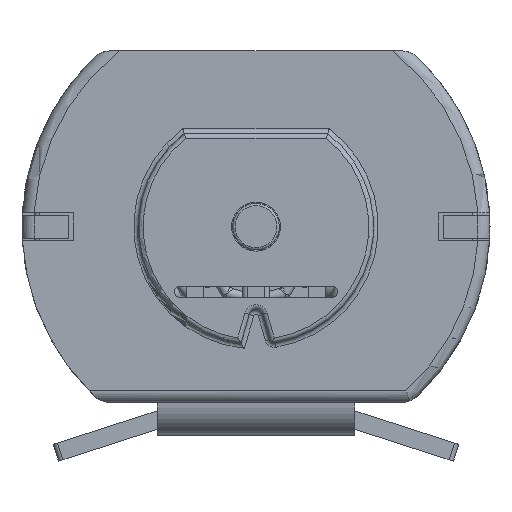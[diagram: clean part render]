
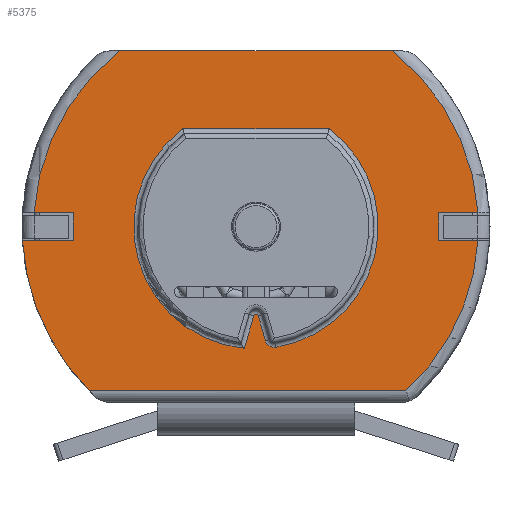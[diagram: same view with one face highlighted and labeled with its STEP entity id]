
A CAD part, front view. The second image highlights one B-rep face of the part: STEP entity #5375.
In plain terms, the highlighted planar face has unit normal (0, -1, 0).
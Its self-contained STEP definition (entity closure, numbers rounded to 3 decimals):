
#429=CIRCLE('',#6120,10.05);
#432=CIRCLE('',#6129,0.1);
#433=CIRCLE('',#6130,5.25);
#434=CIRCLE('',#6131,5.25);
#435=CIRCLE('',#6132,0.4);
#436=CIRCLE('',#6133,9.55);
#437=CIRCLE('',#6134,9.55);
#438=CIRCLE('',#6135,9.55);
#1763=ORIENTED_EDGE('',*,*,#2719,.T.);
#1764=ORIENTED_EDGE('',*,*,#2720,.T.);
#1765=ORIENTED_EDGE('',*,*,#2721,.T.);
#1766=ORIENTED_EDGE('',*,*,#2722,.T.);
#1767=ORIENTED_EDGE('',*,*,#2723,.T.);
#1768=ORIENTED_EDGE('',*,*,#2724,.F.);
#1769=ORIENTED_EDGE('',*,*,#2725,.T.);
#1770=ORIENTED_EDGE('',*,*,#2726,.T.);
#1771=ORIENTED_EDGE('',*,*,#2727,.T.);
#1772=ORIENTED_EDGE('',*,*,#2662,.F.);
#1773=ORIENTED_EDGE('',*,*,#2685,.F.);
#1774=ORIENTED_EDGE('',*,*,#2681,.F.);
#1775=ORIENTED_EDGE('',*,*,#2728,.T.);
#1776=ORIENTED_EDGE('',*,*,#2712,.F.);
#1777=ORIENTED_EDGE('',*,*,#2729,.T.);
#1778=ORIENTED_EDGE('',*,*,#2674,.F.);
#1779=ORIENTED_EDGE('',*,*,#2672,.F.);
#1780=ORIENTED_EDGE('',*,*,#2670,.F.);
#1781=ORIENTED_EDGE('',*,*,#2707,.F.);
#2662=EDGE_CURVE('',#3235,#3236,#3649,.T.);
#2670=EDGE_CURVE('',#3239,#3240,#3654,.T.);
#2672=EDGE_CURVE('',#3240,#3241,#3656,.T.);
#2674=EDGE_CURVE('',#3241,#3242,#3658,.T.);
#2681=EDGE_CURVE('',#3247,#3248,#3662,.T.);
#2685=EDGE_CURVE('',#3248,#3235,#3665,.T.);
#2707=EDGE_CURVE('',#3263,#3239,#429,.T.);
#2712=EDGE_CURVE('',#3266,#3267,#3678,.T.);
#2719=EDGE_CURVE('',#3270,#3271,#432,.F.);
#2720=EDGE_CURVE('',#3271,#3272,#3681,.T.);
#2721=EDGE_CURVE('',#3272,#3273,#433,.T.);
#2722=EDGE_CURVE('',#3273,#3274,#3682,.T.);
#2723=EDGE_CURVE('',#3274,#3275,#434,.T.);
#2724=EDGE_CURVE('',#3276,#3275,#435,.F.);
#2725=EDGE_CURVE('',#3276,#3270,#3683,.T.);
#2726=EDGE_CURVE('',#3263,#3277,#3684,.F.);
#2727=EDGE_CURVE('',#3277,#3236,#436,.F.);
#2728=EDGE_CURVE('',#3247,#3267,#437,.F.);
#2729=EDGE_CURVE('',#3266,#3242,#438,.F.);
#3235=VERTEX_POINT('',#9244);
#3236=VERTEX_POINT('',#9245);
#3239=VERTEX_POINT('',#9265);
#3240=VERTEX_POINT('',#9267);
#3241=VERTEX_POINT('',#9271);
#3242=VERTEX_POINT('',#9275);
#3247=VERTEX_POINT('',#9296);
#3248=VERTEX_POINT('',#9298);
#3263=VERTEX_POINT('',#9362);
#3266=VERTEX_POINT('',#9377);
#3267=VERTEX_POINT('',#9378);
#3270=VERTEX_POINT('',#9400);
#3271=VERTEX_POINT('',#9401);
#3272=VERTEX_POINT('',#9403);
#3273=VERTEX_POINT('',#9405);
#3274=VERTEX_POINT('',#9407);
#3275=VERTEX_POINT('',#9409);
#3276=VERTEX_POINT('',#9411);
#3277=VERTEX_POINT('',#9414);
#3649=LINE('',#9243,#4081);
#3654=LINE('',#9266,#4086);
#3656=LINE('',#9270,#4088);
#3658=LINE('',#9274,#4090);
#3662=LINE('',#9297,#4094);
#3665=LINE('',#9306,#4097);
#3678=LINE('',#9376,#4110);
#3681=LINE('',#9402,#4113);
#3682=LINE('',#9406,#4114);
#3683=LINE('',#9412,#4115);
#3684=LINE('',#9413,#4116);
#4081=VECTOR('',#7468,1000.);
#4086=VECTOR('',#7475,1000.);
#4088=VECTOR('',#7479,1000.);
#4090=VECTOR('',#7483,1000.);
#4094=VECTOR('',#7489,1000.);
#4097=VECTOR('',#7494,1000.);
#4110=VECTOR('',#7547,1000.);
#4113=VECTOR('',#7560,1000.);
#4114=VECTOR('',#7563,1000.);
#4115=VECTOR('',#7568,1000.);
#4116=VECTOR('',#7569,1000.);
#4504=EDGE_LOOP('',(#1763,#1764,#1765,#1766,#1767,#1768,#1769));
#4505=EDGE_LOOP('',(#1770,#1771,#1772,#1773,#1774,#1775,#1776,#1777,#1778,
#1779,#1780,#1781));
#4875=FACE_BOUND('',#4504,.T.);
#4876=FACE_BOUND('',#4505,.T.);
#5088=PLANE('',#6128);
#5375=ADVANCED_FACE('',(#4875,#4876),#5088,.F.);
#6120=AXIS2_PLACEMENT_3D('',#9363,#7535,#7536);
#6128=AXIS2_PLACEMENT_3D('',#9398,#7556,#7557);
#6129=AXIS2_PLACEMENT_3D('',#9399,#7558,#7559);
#6130=AXIS2_PLACEMENT_3D('',#9404,#7561,#7562);
#6131=AXIS2_PLACEMENT_3D('',#9408,#7564,#7565);
#6132=AXIS2_PLACEMENT_3D('',#9410,#7566,#7567);
#6133=AXIS2_PLACEMENT_3D('',#9415,#7570,#7571);
#6134=AXIS2_PLACEMENT_3D('',#9416,#7572,#7573);
#6135=AXIS2_PLACEMENT_3D('',#9417,#7574,#7575);
#7468=DIRECTION('',(-1.,0.,0.));
#7475=DIRECTION('',(-1.,0.,0.));
#7479=DIRECTION('',(0.,0.,-1.));
#7483=DIRECTION('',(1.,0.,0.));
#7489=DIRECTION('',(1.,0.,0.));
#7494=DIRECTION('',(0.,0.,1.));
#7535=DIRECTION('',(0.,1.,0.));
#7536=DIRECTION('',(1.,0.,0.));
#7547=DIRECTION('',(-1.,0.,0.));
#7556=DIRECTION('',(0.,1.,0.));
#7557=DIRECTION('',(0.,0.,1.));
#7558=DIRECTION('',(0.,1.,0.));
#7559=DIRECTION('',(0.,0.,1.));
#7560=DIRECTION('',(0.276,0.,0.961));
#7561=DIRECTION('',(0.,1.,0.));
#7562=DIRECTION('',(0.,0.,1.));
#7563=DIRECTION('',(-1.,0.,0.));
#7564=DIRECTION('',(0.,1.,0.));
#7565=DIRECTION('',(0.,0.,1.));
#7566=DIRECTION('',(0.,1.,0.));
#7567=DIRECTION('',(0.,0.,1.));
#7568=DIRECTION('',(0.276,0.,-0.961));
#7569=DIRECTION('',(1.,0.,0.));
#7570=DIRECTION('',(0.,1.,0.));
#7571=DIRECTION('',(0.,0.,1.));
#7572=DIRECTION('',(0.,1.,0.));
#7573=DIRECTION('',(0.,0.,1.));
#7574=DIRECTION('',(0.,1.,0.));
#7575=DIRECTION('',(0.,0.,1.));
#9243=CARTESIAN_POINT('',(-7.85,-7.5,0.6));
#9244=CARTESIAN_POINT('',(-7.85,-7.5,0.6));
#9245=CARTESIAN_POINT('',(-9.531,-7.5,0.6));
#9265=CARTESIAN_POINT('',(10.032,-7.5,0.6));
#9266=CARTESIAN_POINT('',(7.85,-7.5,0.6));
#9267=CARTESIAN_POINT('',(7.85,-7.5,0.6));
#9270=CARTESIAN_POINT('',(7.85,-7.5,0.6));
#9271=CARTESIAN_POINT('',(7.85,-7.5,-0.6));
#9274=CARTESIAN_POINT('',(7.85,-7.5,-0.6));
#9275=CARTESIAN_POINT('',(9.531,-7.5,-0.6));
#9296=CARTESIAN_POINT('',(-9.531,-7.5,-0.6));
#9297=CARTESIAN_POINT('',(-7.85,-7.5,-0.6));
#9298=CARTESIAN_POINT('',(-7.85,-7.5,-0.6));
#9306=CARTESIAN_POINT('',(-7.85,-7.5,0.6));
#9362=CARTESIAN_POINT('',(7.162,-7.5,7.05));
#9363=CARTESIAN_POINT('',(0.,-7.5,0.));
#9376=CARTESIAN_POINT('',(6.245,-7.5,-7.55));
#9377=CARTESIAN_POINT('',(5.848,-7.5,-7.55));
#9378=CARTESIAN_POINT('',(-5.848,-7.5,-7.55));
#9398=CARTESIAN_POINT('',(0.,-7.5,0.));
#9399=CARTESIAN_POINT('',(0.,-7.5,3.85));
#9400=CARTESIAN_POINT('',(-0.096,-7.5,3.822));
#9401=CARTESIAN_POINT('',(0.096,-7.5,3.822));
#9402=CARTESIAN_POINT('',(-0.924,-7.5,0.265));
#9403=CARTESIAN_POINT('',(0.499,-7.5,5.226));
#9404=CARTESIAN_POINT('',(0.,-7.5,0.));
#9405=CARTESIAN_POINT('',(3.15,-7.5,-4.2));
#9406=CARTESIAN_POINT('',(0.,-7.5,-4.2));
#9407=CARTESIAN_POINT('',(-3.15,-7.5,-4.2));
#9408=CARTESIAN_POINT('',(0.,-7.5,0.));
#9409=CARTESIAN_POINT('',(-0.853,-7.5,5.18));
#9410=CARTESIAN_POINT('',(-0.788,-7.5,4.785));
#9411=CARTESIAN_POINT('',(-0.404,-7.5,4.896));
#9412=CARTESIAN_POINT('',(0.924,-7.5,0.265));
#9413=CARTESIAN_POINT('',(-6.245,-7.5,7.05));
#9414=CARTESIAN_POINT('',(-6.442,-7.5,7.05));
#9415=CARTESIAN_POINT('',(0.,-7.5,0.));
#9416=CARTESIAN_POINT('',(0.,-7.5,0.));
#9417=CARTESIAN_POINT('',(0.,-7.5,0.));
